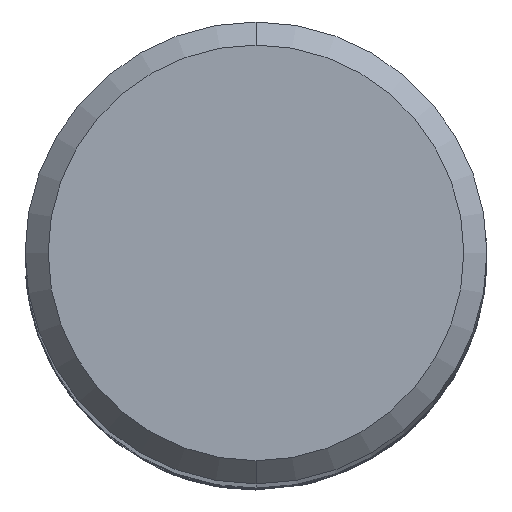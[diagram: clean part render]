
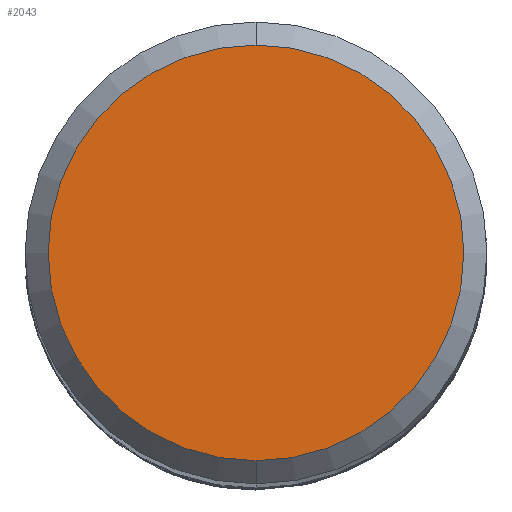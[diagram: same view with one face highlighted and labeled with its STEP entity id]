
A CAD part, top view. The second image highlights one B-rep face of the part: STEP entity #2043.
In plain terms, the highlighted planar face has unit normal (0, 0, 1).
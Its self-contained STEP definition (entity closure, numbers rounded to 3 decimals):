
#1789=VERTEX_POINT('',#3894);
#2043=ADVANCED_FACE('',(#4172),#4173,.T.);
#2195=EDGE_CURVE('',#1789,#2629,#4338,.T.);
#2629=VERTEX_POINT('',#4825);
#2739=EDGE_CURVE('',#2629,#1789,#4942,.T.);
#3894=CARTESIAN_POINT('',(0.0,3.6,0.0));
#4172=FACE_OUTER_BOUND('',#15681,.T.);
#4173=PLANE('',#15682);
#4338=CIRCLE('',#17366,3.6);
#4825=CARTESIAN_POINT('',(0.,-3.6,0.0));
#4942=CIRCLE('',#23093,3.6);
#15681=EDGE_LOOP('',(#27513,#27514));
#15682=AXIS2_PLACEMENT_3D('',#27515,#27516,#27517);
#17366=AXIS2_PLACEMENT_3D('',#27688,#27689,#27690);
#23093=AXIS2_PLACEMENT_3D('',#28419,#28420,#28421);
#27513=ORIENTED_EDGE('',*,*,#2195,.F.);
#27514=ORIENTED_EDGE('',*,*,#2739,.F.);
#27515=CARTESIAN_POINT('',(0.0,1.8,0.0));
#27516=DIRECTION('',(-0.0,0.0,1.0));
#27517=DIRECTION('',(0.0,-1.0,0.0));
#27688=CARTESIAN_POINT('',(0.0,0.0,0.0));
#27689=DIRECTION('',(0.0,0.0,-1.0));
#27690=DIRECTION('',(0.0,1.0,0.0));
#28419=CARTESIAN_POINT('',(0.0,0.0,0.0));
#28420=DIRECTION('',(0.0,0.0,-1.0));
#28421=DIRECTION('',(0.0,1.0,0.0));
